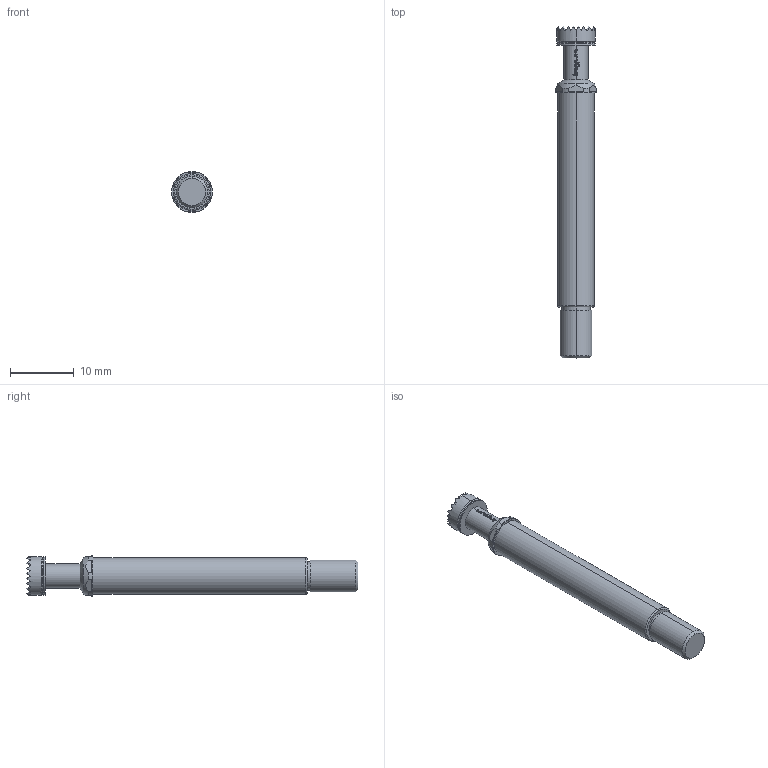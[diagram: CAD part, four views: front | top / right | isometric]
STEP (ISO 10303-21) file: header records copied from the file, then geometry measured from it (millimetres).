
FILE_DESCRIPTION (( 'STEP AP203' ), '1' );
FILE_NAME ('INGUN_HSS-623_306_600_A_xx02_M.STEP', '2022-02-02T08:39:57', ( 'ochi' ), ( '' ), 'SwSTEP 2.0', 'SolidWorks 2018', '' );
FILE_SCHEMA (( 'CONFIG_CONTROL_DESIGN' ));
Length unit declared in the file: millimetre
Products named in the file (1): INGUN_HSS-623_306_600_A_xx02_M
Bounding box: 6.4 x 52.1 x 6.4 mm (x, y, z)
Volume: 1228.5 mm3; surface area: 1009.5 mm2
Topology: 1 solids, 1 shells, 331 faces, 687 edges, 363 vertices
Faces by surface type: plane 273, cylinder 24, bspline 22, torus 6, cone 6
Entity records: 8722 total; most frequent: CARTESIAN_POINT 2186, ORIENTED_EDGE 1374, DIRECTION 1251, EDGE_CURVE 687, AXIS2_PLACEMENT_3D 420, LINE 411, VECTOR 411, VERTEX_POINT 363
